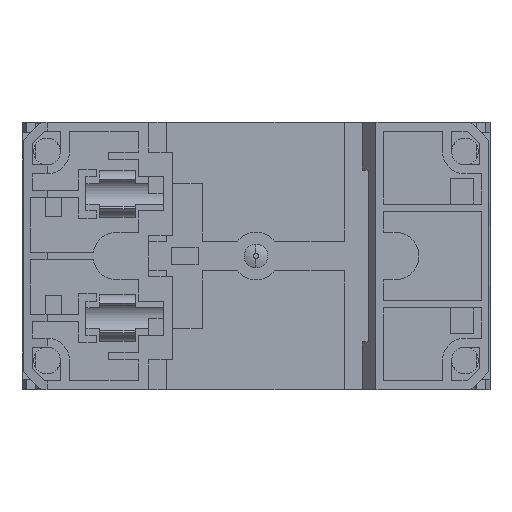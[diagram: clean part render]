
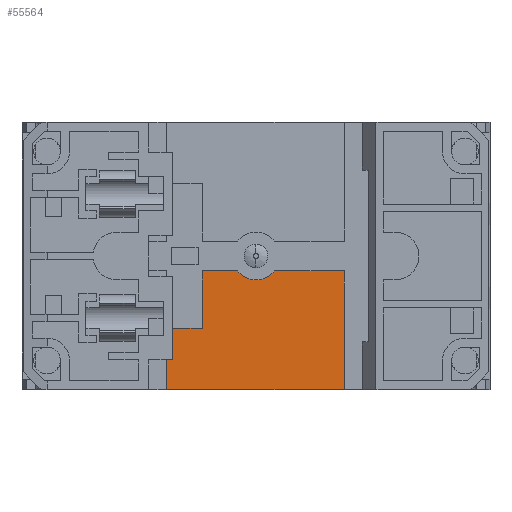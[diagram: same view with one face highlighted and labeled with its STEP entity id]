
A CAD part, left-side view. The second image highlights one B-rep face of the part: STEP entity #55564.
In plain terms, the highlighted planar face has unit normal (-1, 0, 0).
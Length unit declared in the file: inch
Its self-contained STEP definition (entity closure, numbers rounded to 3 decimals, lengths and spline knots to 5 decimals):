
#1715 = VERTEX_POINT ( 'NONE', #65645 ) ;
#2144 = ORIENTED_EDGE ( 'NONE', *, *, #44300, .F. ) ;
#2187 = VERTEX_POINT ( 'NONE', #54141 ) ;
#2476 = LINE ( 'NONE', #32096, #28102 ) ;
#4765 = VECTOR ( 'NONE', #69154, 39.37008 ) ;
#7806 = CARTESIAN_POINT ( 'NONE',  ( 0.01969, -0.10718, -0.09843 ) ) ;
#9892 = ORIENTED_EDGE ( 'NONE', *, *, #15850, .F. ) ;
#10842 = VERTEX_POINT ( 'NONE', #51948 ) ;
#11567 = DIRECTION ( 'NONE',  ( 0., 0., -1. ) ) ;
#12537 = DIRECTION ( 'NONE',  ( -1., 0., 0. ) ) ;
#12677 = FACE_OUTER_BOUND ( 'NONE', #33625, .T. ) ;
#13203 = LINE ( 'NONE', #62677, #52552 ) ;
#13989 = CARTESIAN_POINT ( 'NONE',  ( 0.01969, 0.6063, -0.47764 ) ) ;
#15850 = EDGE_CURVE ( 'NONE', #1715, #53210, #20052, .T. ) ;
#16168 = VERTEX_POINT ( 'NONE', #7806 ) ;
#17498 = EDGE_CURVE ( 'NONE', #46840, #70874, #67134, .T. ) ;
#18865 = EDGE_CURVE ( 'NONE', #53210, #2187, #53665, .T. ) ;
#19398 = CARTESIAN_POINT ( 'NONE',  ( 0.01969, 0.01575, 0. ) ) ;
#20052 = LINE ( 'NONE', #13989, #4765 ) ;
#20705 = DIRECTION ( 'NONE',  ( 0., -1., 0. ) ) ;
#23624 = CARTESIAN_POINT ( 'NONE',  ( 0.01969, 0.37008, -0.88189 ) ) ;
#26373 = ORIENTED_EDGE ( 'NONE', *, *, #18865, .F. ) ;
#27360 = CARTESIAN_POINT ( 'NONE',  ( 0.01969, 0.6063, -0.88189 ) ) ;
#28102 = VECTOR ( 'NONE', #20705, 39.37008 ) ;
#30261 = ORIENTED_EDGE ( 'NONE', *, *, #47025, .F. ) ;
#30799 = VECTOR ( 'NONE', #11567, 39.37008 ) ;
#32096 = CARTESIAN_POINT ( 'NONE',  ( 0.01969, 1.47244, -0.88189 ) ) ;
#33625 = EDGE_LOOP ( 'NONE', ( #62896, #64836, #45083, #30261, #62111, #26373, #9892, #2144 ) ) ;
#43106 = LINE ( 'NONE', #62154, #70506 ) ;
#43511 = PLANE ( 'NONE',  #48868 ) ;
#44300 = EDGE_CURVE ( 'NONE', #53360, #1715, #60227, .T. ) ;
#44681 = AXIS2_PLACEMENT_3D ( 'NONE', #19398, #12537, #74568 ) ;
#45083 = ORIENTED_EDGE ( 'NONE', *, *, #77774, .F. ) ;
#46840 = VERTEX_POINT ( 'NONE', #54720 ) ;
#47013 = VECTOR ( 'NONE', #47666, 39.37008 ) ;
#47025 = EDGE_CURVE ( 'NONE', #10842, #16168, #66675, .T. ) ;
#47666 = DIRECTION ( 'NONE',  ( 0., 0., 1. ) ) ;
#47684 = CARTESIAN_POINT ( 'NONE',  ( 0.01969, -0.56693, -0.88189 ) ) ;
#48818 = CARTESIAN_POINT ( 'NONE',  ( 0.01969, -0.56693, -0.88189 ) ) ;
#48868 = AXIS2_PLACEMENT_3D ( 'NONE', #62548, #68246, #75106 ) ;
#51948 = CARTESIAN_POINT ( 'NONE',  ( 0.01969, 0.13868, -0.09843 ) ) ;
#52552 = VECTOR ( 'NONE', #68772, 39.37008 ) ;
#53210 = VERTEX_POINT ( 'NONE', #62670 ) ;
#53360 = VERTEX_POINT ( 'NONE', #27360 ) ;
#53665 = LINE ( 'NONE', #23624, #66259 ) ;
#54141 = CARTESIAN_POINT ( 'NONE',  ( 0.01969, 0.37008, -0.09843 ) ) ;
#54720 = CARTESIAN_POINT ( 'NONE',  ( 0.01969, -0.56693, -0.09843 ) ) ;
#55564 = ADVANCED_FACE ( 'NONE', ( #12677 ), #43511, .F. ) ;
#60227 = LINE ( 'NONE', #66717, #47013 ) ;
#60963 = DIRECTION ( 'NONE',  ( 0., -1., 0. ) ) ;
#62111 = ORIENTED_EDGE ( 'NONE', *, *, #74880, .F. ) ;
#62154 = CARTESIAN_POINT ( 'NONE',  ( 0.01969, 0.6063, -0.09843 ) ) ;
#62548 = CARTESIAN_POINT ( 'NONE',  ( 0.01969, 0.6063, -0.88189 ) ) ;
#62670 = CARTESIAN_POINT ( 'NONE',  ( 0.01969, 0.37008, -0.47764 ) ) ;
#62677 = CARTESIAN_POINT ( 'NONE',  ( 0.01969, 0.6063, -0.09843 ) ) ;
#62896 = ORIENTED_EDGE ( 'NONE', *, *, #79820, .T. ) ;
#64836 = ORIENTED_EDGE ( 'NONE', *, *, #17498, .F. ) ;
#65645 = CARTESIAN_POINT ( 'NONE',  ( 0.01969, 0.6063, -0.47764 ) ) ;
#66259 = VECTOR ( 'NONE', #71945, 39.37008 ) ;
#66675 = CIRCLE ( 'NONE', #44681, 0.15748 ) ;
#66717 = CARTESIAN_POINT ( 'NONE',  ( 0.01969, 0.6063, -0.88189 ) ) ;
#67134 = LINE ( 'NONE', #47684, #30799 ) ;
#68246 = DIRECTION ( 'NONE',  ( 1., 0., 0. ) ) ;
#68772 = DIRECTION ( 'NONE',  ( 0., -1., 0. ) ) ;
#69154 = DIRECTION ( 'NONE',  ( 0., -1., 0. ) ) ;
#70506 = VECTOR ( 'NONE', #60963, 39.37008 ) ;
#70874 = VERTEX_POINT ( 'NONE', #48818 ) ;
#71945 = DIRECTION ( 'NONE',  ( 0., 0., 1. ) ) ;
#74568 = DIRECTION ( 'NONE',  ( 0., 1., 0. ) ) ;
#74880 = EDGE_CURVE ( 'NONE', #2187, #10842, #43106, .T. ) ;
#75106 = DIRECTION ( 'NONE',  ( 0., 0., 1. ) ) ;
#77774 = EDGE_CURVE ( 'NONE', #16168, #46840, #13203, .T. ) ;
#79820 = EDGE_CURVE ( 'NONE', #53360, #70874, #2476, .T. ) ;
